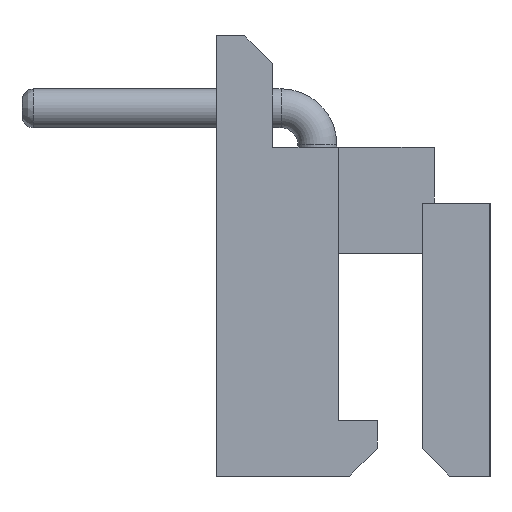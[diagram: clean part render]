
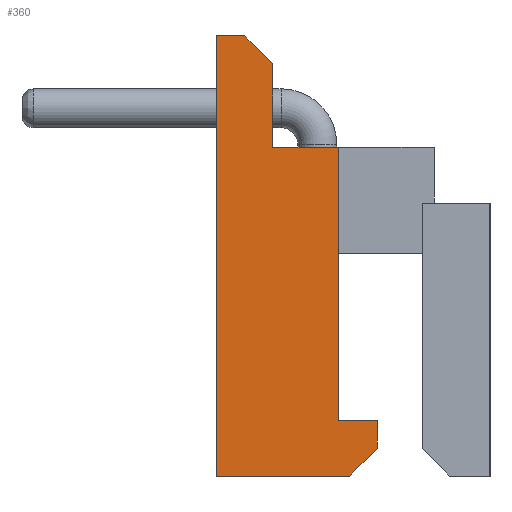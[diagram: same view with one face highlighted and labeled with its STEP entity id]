
A CAD part, left-side view. The second image highlights one B-rep face of the part: STEP entity #360.
In plain terms, the highlighted planar face has unit normal (-1, 0, 0).
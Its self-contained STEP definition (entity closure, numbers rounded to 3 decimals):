
#360=ADVANCED_FACE('',(#596),#510,.F.);
#510=PLANE('',#2457);
#596=FACE_OUTER_BOUND('',#726,.T.);
#726=EDGE_LOOP('',(#1111,#1112,#1113,#1114,#1115,#1116,#1117,#1118,#1119,
#1120));
#1111=ORIENTED_EDGE('',*,*,#1887,.F.);
#1112=ORIENTED_EDGE('',*,*,#1769,.F.);
#1113=ORIENTED_EDGE('',*,*,#1799,.F.);
#1114=ORIENTED_EDGE('',*,*,#1888,.F.);
#1115=ORIENTED_EDGE('',*,*,#1889,.T.);
#1116=ORIENTED_EDGE('',*,*,#1786,.T.);
#1117=ORIENTED_EDGE('',*,*,#1870,.F.);
#1118=ORIENTED_EDGE('',*,*,#1890,.F.);
#1119=ORIENTED_EDGE('',*,*,#1891,.F.);
#1120=ORIENTED_EDGE('',*,*,#1892,.F.);
#1549=VERTEX_POINT('',#3395);
#1550=VERTEX_POINT('',#3397);
#1566=VERTEX_POINT('',#3430);
#1567=VERTEX_POINT('',#3432);
#1579=VERTEX_POINT('',#3458);
#1635=VERTEX_POINT('',#3589);
#1648=VERTEX_POINT('',#3624);
#1649=VERTEX_POINT('',#3626);
#1650=VERTEX_POINT('',#3629);
#1651=VERTEX_POINT('',#3631);
#1769=EDGE_CURVE('',#1549,#1550,#2052,.T.);
#1786=EDGE_CURVE('',#1567,#1566,#2059,.T.);
#1799=EDGE_CURVE('',#1579,#1549,#2062,.T.);
#1870=EDGE_CURVE('',#1635,#1566,#2118,.T.);
#1887=EDGE_CURVE('',#1550,#1648,#2135,.T.);
#1888=EDGE_CURVE('',#1649,#1579,#2136,.T.);
#1889=EDGE_CURVE('',#1649,#1567,#2137,.T.);
#1890=EDGE_CURVE('',#1650,#1635,#2138,.T.);
#1891=EDGE_CURVE('',#1651,#1650,#2139,.T.);
#1892=EDGE_CURVE('',#1648,#1651,#2140,.T.);
#2052=LINE('',#3396,#2250);
#2059=LINE('',#3431,#2257);
#2062=LINE('',#3457,#2260);
#2118=LINE('',#3590,#2316);
#2135=LINE('',#3623,#2333);
#2136=LINE('',#3625,#2334);
#2137=LINE('',#3627,#2335);
#2138=LINE('',#3628,#2336);
#2139=LINE('',#3630,#2337);
#2140=LINE('',#3632,#2338);
#2250=VECTOR('',#2693,1.);
#2257=VECTOR('',#2722,1.);
#2260=VECTOR('',#2747,1.);
#2316=VECTOR('',#2843,1.);
#2333=VECTOR('',#2868,1.);
#2334=VECTOR('',#2869,1.);
#2335=VECTOR('',#2870,1.);
#2336=VECTOR('',#2871,1.);
#2337=VECTOR('',#2872,1.);
#2338=VECTOR('',#2873,1.);
#2457=AXIS2_PLACEMENT_3D('',#3633,#2874,#2875);
#2693=DIRECTION('',(0.,-1.,0.));
#2722=DIRECTION('',(0.,0.,-1.));
#2747=DIRECTION('',(0.,0.,-1.));
#2843=DIRECTION('',(0.,1.,0.));
#2868=DIRECTION('',(0.,0.,-1.));
#2869=DIRECTION('',(0.,-0.707,-0.707));
#2870=DIRECTION('',(0.,1.,0.));
#2871=DIRECTION('',(0.,0.707,-0.707));
#2872=DIRECTION('',(0.,0.,-1.));
#2873=DIRECTION('',(0.,-1.,0.));
#2874=DIRECTION('',(1.,0.,0.));
#2875=DIRECTION('',(0.,0.,-1.));
#3395=CARTESIAN_POINT('',(-2.45,0.8,9.1));
#3396=CARTESIAN_POINT('',(-2.45,-2.1,9.1));
#3397=CARTESIAN_POINT('',(-2.45,-0.38,9.1));
#3430=CARTESIAN_POINT('',(-2.45,1.8,3.2));
#3431=CARTESIAN_POINT('',(-2.45,1.8,11.1));
#3432=CARTESIAN_POINT('',(-2.45,1.8,11.1));
#3457=CARTESIAN_POINT('',(-2.45,0.8,9.1));
#3458=CARTESIAN_POINT('',(-2.45,0.8,10.6));
#3589=CARTESIAN_POINT('',(-2.45,-0.58,3.2));
#3590=CARTESIAN_POINT('',(-2.45,-3.1,3.2));
#3623=CARTESIAN_POINT('',(-2.45,-0.38,9.1));
#3624=CARTESIAN_POINT('',(-2.45,-0.38,4.2));
#3625=CARTESIAN_POINT('',(-2.45,0.8,10.6));
#3626=CARTESIAN_POINT('',(-2.45,1.3,11.1));
#3627=CARTESIAN_POINT('',(-2.45,-3.1,11.1));
#3628=CARTESIAN_POINT('',(-2.45,-1.08,3.7));
#3629=CARTESIAN_POINT('',(-2.45,-1.08,3.7));
#3630=CARTESIAN_POINT('',(-2.45,-1.08,4.2));
#3631=CARTESIAN_POINT('',(-2.45,-1.08,4.2));
#3632=CARTESIAN_POINT('',(-2.45,-0.38,4.2));
#3633=CARTESIAN_POINT('',(-2.45,-3.1,11.1));
